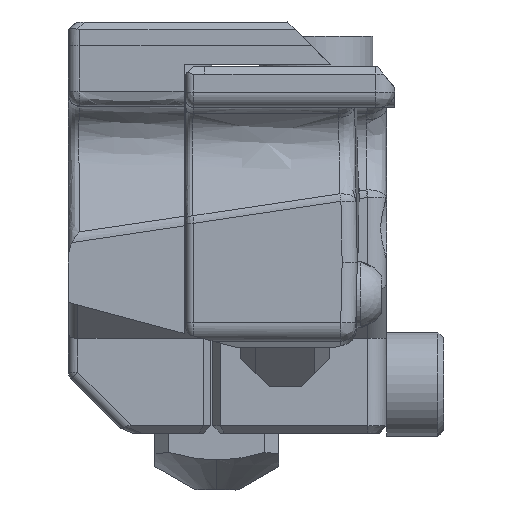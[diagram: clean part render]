
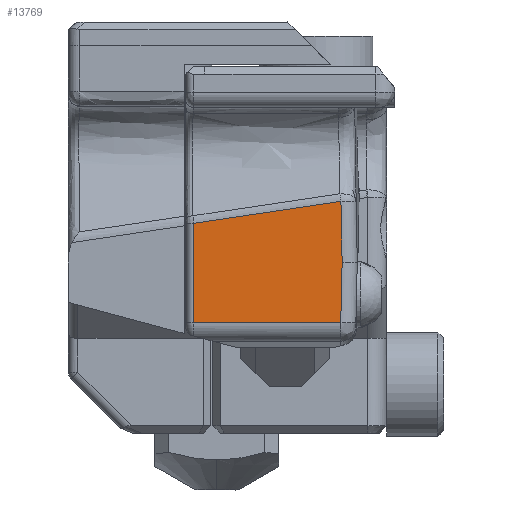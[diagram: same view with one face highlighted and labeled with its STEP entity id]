
A CAD part, left-side view. The second image highlights one B-rep face of the part: STEP entity #13769.
In plain terms, the highlighted planar face has unit normal (-1, 0, 0).
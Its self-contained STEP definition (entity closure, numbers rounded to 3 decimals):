
#441=B_SPLINE_CURVE_WITH_KNOTS('',3,(#22440,#22441,#22442,#22443),
 .UNSPECIFIED.,.F.,.F.,(4,4),(-0.872,-0.085),
 .UNSPECIFIED.);
#1009=PLANE('',#14839);
#1747=FACE_OUTER_BOUND('',#2571,.T.);
#2571=EDGE_LOOP('',(#10606,#10607,#10608,#10609,#10610));
#3508=LINE('',#21449,#4605);
#3509=LINE('',#21452,#4606);
#3566=LINE('',#22446,#4663);
#3567=LINE('',#22447,#4664);
#4605=VECTOR('',#16689,10.);
#4606=VECTOR('',#16692,10.);
#4663=VECTOR('',#16863,10.);
#4664=VECTOR('',#16864,10.);
#6126=VERTEX_POINT('',#21409);
#6127=VERTEX_POINT('',#21413);
#6128=VERTEX_POINT('',#21451);
#6199=VERTEX_POINT('',#22435);
#6200=VERTEX_POINT('',#22445);
#7684=EDGE_CURVE('',#6126,#6127,#3508,.T.);
#7685=EDGE_CURVE('',#6127,#6128,#3509,.T.);
#7811=EDGE_CURVE('',#6199,#6126,#441,.T.);
#7812=EDGE_CURVE('',#6200,#6199,#3566,.T.);
#7813=EDGE_CURVE('',#6128,#6200,#3567,.T.);
#10606=ORIENTED_EDGE('',*,*,#7812,.F.);
#10607=ORIENTED_EDGE('',*,*,#7813,.F.);
#10608=ORIENTED_EDGE('',*,*,#7685,.F.);
#10609=ORIENTED_EDGE('',*,*,#7684,.F.);
#10610=ORIENTED_EDGE('',*,*,#7811,.F.);
#13769=ADVANCED_FACE('',(#1747),#1009,.F.);
#14839=AXIS2_PLACEMENT_3D('',#22444,#16861,#16862);
#16689=DIRECTION('',(0.,-0.019,-1.));
#16692=DIRECTION('',(0.,0.023,-1.));
#16861=DIRECTION('center_axis',(1.,0.,0.));
#16862=DIRECTION('ref_axis',(0.,0.,-1.));
#16863=DIRECTION('',(0.,0.,1.));
#16864=DIRECTION('',(0.,1.,0.));
#21409=CARTESIAN_POINT('',(125.834,282.364,-21.251));
#21413=CARTESIAN_POINT('',(125.834,282.302,-24.471));
#21449=CARTESIAN_POINT('',(125.834,282.43,-17.805));
#21451=CARTESIAN_POINT('',(125.834,282.375,-27.652));
#21452=CARTESIAN_POINT('',(125.834,282.306,-24.675));
#22435=CARTESIAN_POINT('',(125.834,290.149,-22.412));
#22440=CARTESIAN_POINT('Ctrl Pts',(125.834,290.149,-22.412));
#22441=CARTESIAN_POINT('Ctrl Pts',(125.834,287.554,-22.025));
#22442=CARTESIAN_POINT('Ctrl Pts',(125.834,284.959,-21.638));
#22443=CARTESIAN_POINT('Ctrl Pts',(125.834,282.364,-21.251));
#22444=CARTESIAN_POINT('Origin',(125.834,284.542,-20.08));
#22445=CARTESIAN_POINT('',(125.834,290.149,-27.652));
#22446=CARTESIAN_POINT('',(125.834,290.149,-20.107));
#22447=CARTESIAN_POINT('',(125.834,282.033,-27.652));
